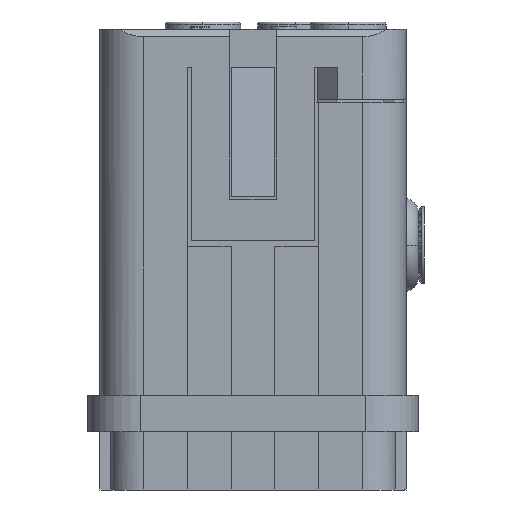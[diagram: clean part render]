
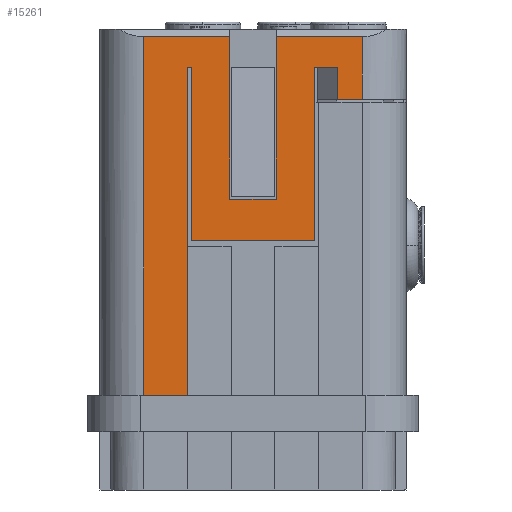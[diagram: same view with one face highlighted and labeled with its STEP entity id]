
A CAD part, left-side view. The second image highlights one B-rep face of the part: STEP entity #15261.
In plain terms, the highlighted planar face has unit normal (-1, 0, 0).
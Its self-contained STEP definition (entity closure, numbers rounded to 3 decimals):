
#739=DIRECTION('',(0.,-1.,0.));
#740=VECTOR('',#739,1.709);
#741=CARTESIAN_POINT('',(-59.188,-52.456,-21.2));
#742=LINE('',#741,#740);
#3418=DIRECTION('',(0.,-1.,0.));
#3419=VECTOR('',#3418,5.9);
#3420=CARTESIAN_POINT('',(-59.188,-39.165,-16.9));
#3421=LINE('',#3420,#3419);
#3422=DIRECTION('',(0.,-1.,0.));
#3423=VECTOR('',#3422,3.2);
#3424=CARTESIAN_POINT('',(-59.188,-45.065,-28.05));
#3425=LINE('',#3424,#3423);
#3426=DIRECTION('',(0.,-1.,0.));
#3427=VECTOR('',#3426,5.9);
#3428=CARTESIAN_POINT('',(-59.188,-48.265,-16.9));
#3429=LINE('',#3428,#3427);
#3430=DIRECTION('',(0.,1.,0.));
#3431=VECTOR('',#3430,1.541);
#3432=CARTESIAN_POINT('',(-59.188,-52.456,-19.));
#3433=LINE('',#3432,#3431);
#3434=DIRECTION('',(0.,1.,0.));
#3435=VECTOR('',#3434,0.25);
#3436=CARTESIAN_POINT('',(-59.188,-42.415,-19.));
#3437=LINE('',#3436,#3435);
#3438=DIRECTION('',(0.,0.,-1.));
#3439=VECTOR('',#3438,22.5);
#3440=CARTESIAN_POINT('',(-59.188,-42.165,-19.));
#3441=LINE('',#3440,#3439);
#3442=DIRECTION('',(0.,-1.,0.));
#3443=VECTOR('',#3442,3.);
#3444=CARTESIAN_POINT('',(-59.188,-39.165,-41.5));
#3445=LINE('',#3444,#3443);
#3452=DIRECTION('',(0.,0.,-1.));
#3453=VECTOR('',#3452,24.6);
#3454=CARTESIAN_POINT('',(-59.188,-39.165,-16.9));
#3455=LINE('',#3454,#3453);
#3477=DIRECTION('',(0.,0.,1.));
#3478=VECTOR('',#3477,11.15);
#3479=CARTESIAN_POINT('',(-59.188,-45.065,-28.05));
#3480=LINE('',#3479,#3478);
#3505=DIRECTION('',(0.,0.,-1.));
#3506=VECTOR('',#3505,11.9);
#3507=CARTESIAN_POINT('',(-59.188,-42.415,-19.));
#3508=LINE('',#3507,#3506);
#3517=DIRECTION('',(0.,-1.,0.));
#3518=VECTOR('',#3517,8.5);
#3519=CARTESIAN_POINT('',(-59.188,-42.415,-30.9));
#3520=LINE('',#3519,#3518);
#3541=DIRECTION('',(0.,0.,1.));
#3542=VECTOR('',#3541,11.9);
#3543=CARTESIAN_POINT('',(-59.188,-50.915,-30.9));
#3544=LINE('',#3543,#3542);
#3557=DIRECTION('',(0.,0.,-1.));
#3558=VECTOR('',#3557,11.15);
#3559=CARTESIAN_POINT('',(-59.188,-48.265,-16.9));
#3560=LINE('',#3559,#3558);
#3585=DIRECTION('',(0.,0.,1.));
#3586=VECTOR('',#3585,4.3);
#3587=CARTESIAN_POINT('',(-59.188,-54.165,-21.2));
#3588=LINE('',#3587,#3586);
#3589=CARTESIAN_POINT('',(-59.188,-54.165,-16.9));
#3611=DIRECTION('',(0.,0.,-1.));
#3612=VECTOR('',#3611,2.2);
#3613=CARTESIAN_POINT('',(-59.188,-52.456,-19.));
#3614=LINE('',#3613,#3612);
#9567=CARTESIAN_POINT('',(-59.188,-39.165,-41.5));
#9568=CARTESIAN_POINT('',(-59.188,-42.165,-41.5));
#9569=VERTEX_POINT('',#9567);
#9570=VERTEX_POINT('',#9568);
#9749=CARTESIAN_POINT('',(-59.188,-45.065,-28.05));
#9750=CARTESIAN_POINT('',(-59.188,-45.065,-16.9));
#9751=VERTEX_POINT('',#9749);
#9752=VERTEX_POINT('',#9750);
#9763=CARTESIAN_POINT('',(-59.188,-48.265,-28.05));
#9764=VERTEX_POINT('',#9763);
#9777=CARTESIAN_POINT('',(-59.188,-42.415,-19.));
#9778=VERTEX_POINT('',#9777);
#9779=CARTESIAN_POINT('',(-59.188,-50.915,-19.));
#9780=VERTEX_POINT('',#9779);
#9781=CARTESIAN_POINT('',(-59.188,-52.456,-19.));
#9782=VERTEX_POINT('',#9781);
#9789=CARTESIAN_POINT('',(-59.188,-52.456,-21.2));
#9790=CARTESIAN_POINT('',(-59.188,-54.165,-21.2));
#9791=VERTEX_POINT('',#9789);
#9792=VERTEX_POINT('',#9790);
#9939=CARTESIAN_POINT('',(-59.188,-48.265,-16.9));
#9940=VERTEX_POINT('',#9939);
#9945=VERTEX_POINT('',#3589);
#9946=CARTESIAN_POINT('',(-59.188,-50.915,-30.9));
#9947=VERTEX_POINT('',#9946);
#9948=CARTESIAN_POINT('',(-59.188,-42.415,-30.9));
#9949=VERTEX_POINT('',#9948);
#9950=CARTESIAN_POINT('',(-59.188,-39.165,-16.9));
#9951=VERTEX_POINT('',#9950);
#10470=CARTESIAN_POINT('',(-59.188,-42.165,-19.));
#10471=VERTEX_POINT('',#10470);
#15227=CARTESIAN_POINT('',(-59.188,-51.415,-19.));
#15228=DIRECTION('',(-1.,0.,0.));
#15229=DIRECTION('',(0.,-1.,0.));
#15230=AXIS2_PLACEMENT_3D('',#15227,#15228,#15229);
#15231=PLANE('',#15230);
#15233=ORIENTED_EDGE('',*,*,#15232,.F.);
#15235=ORIENTED_EDGE('',*,*,#15234,.T.);
#15237=ORIENTED_EDGE('',*,*,#15236,.F.);
#15239=ORIENTED_EDGE('',*,*,#15238,.T.);
#15241=ORIENTED_EDGE('',*,*,#15240,.F.);
#15243=ORIENTED_EDGE('',*,*,#15242,.T.);
#15245=ORIENTED_EDGE('',*,*,#15244,.F.);
#15246=ORIENTED_EDGE('',*,*,#11535,.F.);
#15248=ORIENTED_EDGE('',*,*,#15247,.F.);
#15249=ORIENTED_EDGE('',*,*,#11971,.T.);
#15251=ORIENTED_EDGE('',*,*,#15250,.F.);
#15253=ORIENTED_EDGE('',*,*,#15252,.F.);
#15255=ORIENTED_EDGE('',*,*,#15254,.F.);
#15256=ORIENTED_EDGE('',*,*,#11944,.T.);
#15257=ORIENTED_EDGE('',*,*,#15222,.T.);
#15258=ORIENTED_EDGE('',*,*,#12240,.F.);
#15259=EDGE_LOOP('',(#15233,#15235,#15237,#15239,#15241,#15243,#15245,#15246,
#15248,#15249,#15251,#15253,#15255,#15256,#15257,#15258));
#15260=FACE_OUTER_BOUND('',#15259,.F.);
#15261=ADVANCED_FACE('',(#15260),#15231,.T.);
#11535=EDGE_CURVE('',#9791,#9792,#742,.T.);
#11944=EDGE_CURVE('',#9778,#10471,#3437,.T.);
#11971=EDGE_CURVE('',#9782,#9780,#3433,.T.);
#12240=EDGE_CURVE('',#9569,#9570,#3445,.T.);
#15222=EDGE_CURVE('',#10471,#9570,#3441,.T.);
#15232=EDGE_CURVE('',#9951,#9569,#3455,.T.);
#15234=EDGE_CURVE('',#9951,#9752,#3421,.T.);
#15236=EDGE_CURVE('',#9751,#9752,#3480,.T.);
#15238=EDGE_CURVE('',#9751,#9764,#3425,.T.);
#15240=EDGE_CURVE('',#9940,#9764,#3560,.T.);
#15242=EDGE_CURVE('',#9940,#9945,#3429,.T.);
#15244=EDGE_CURVE('',#9792,#9945,#3588,.T.);
#15247=EDGE_CURVE('',#9782,#9791,#3614,.T.);
#15250=EDGE_CURVE('',#9947,#9780,#3544,.T.);
#15252=EDGE_CURVE('',#9949,#9947,#3520,.T.);
#15254=EDGE_CURVE('',#9778,#9949,#3508,.T.);
